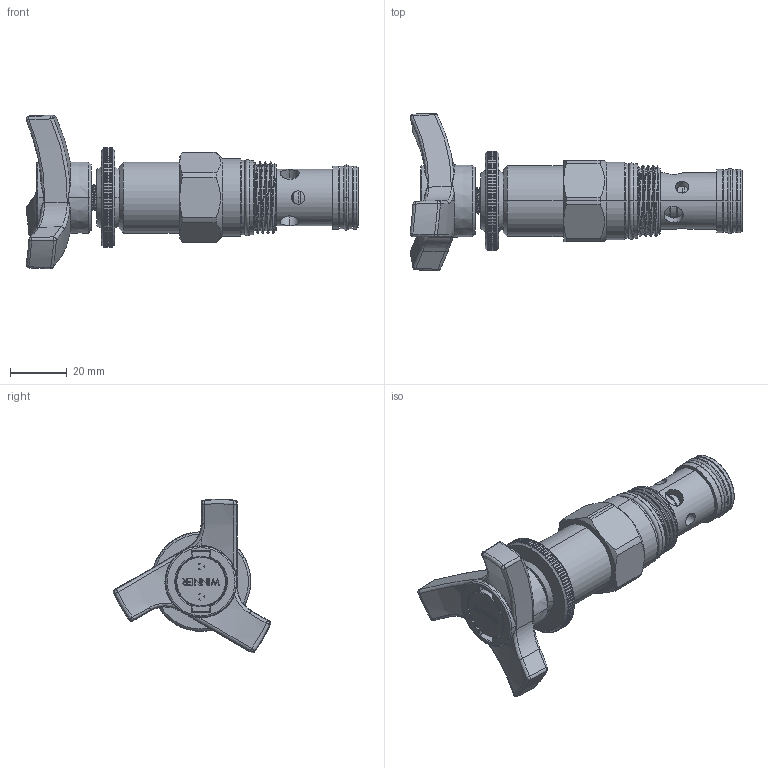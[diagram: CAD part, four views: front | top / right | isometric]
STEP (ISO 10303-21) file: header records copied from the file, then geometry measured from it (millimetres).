
FILE_DESCRIPTION (( 'STEP AP203' ), '1' );
FILE_NAME ('NV5A28-T.STEP', '2016-06-08T02:19:01', ( '' ), ( '' ), 'SwSTEP 2.0', 'SolidWorks 2012', '' );
FILE_SCHEMA (( 'CONFIG_CONTROL_DESIGN' ));
Length unit declared in the file: millimetre
Products named in the file (1): NV5A28-T
Bounding box: 116.84 x 55.33 x 54.02 mm (x, y, z)
Volume: 58737.3 mm3; surface area: 19934.4 mm2
Topology: 5 solids, 8 shells, 828 faces, 2217 edges, 1392 vertices
Faces by surface type: plane 333, cylinder 263, bspline 97, cone 64, sphere 40, torus 31
Entity records: 43345 total; most frequent: CARTESIAN_POINT 24047, ORIENTED_EDGE 4392, DIRECTION 3605, EDGE_CURVE 2196, AXIS2_PLACEMENT_3D 1439, VERTEX_POINT 1386, EDGE_LOOP 882, FACE_OUTER_BOUND 828
